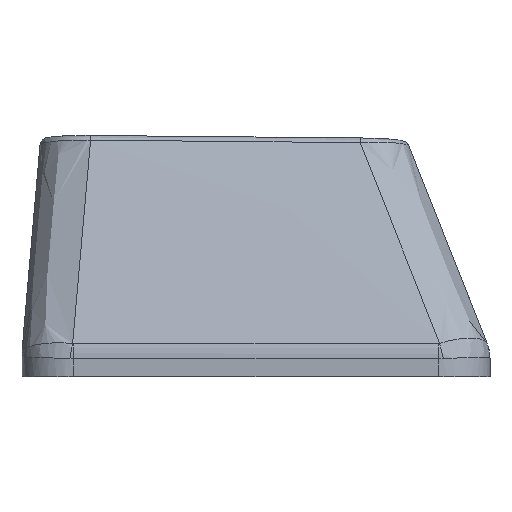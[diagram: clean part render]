
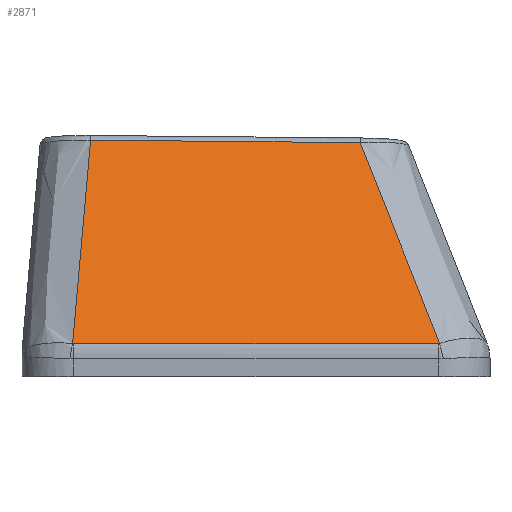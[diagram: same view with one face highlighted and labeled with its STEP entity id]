
A CAD part, left-side view. The second image highlights one B-rep face of the part: STEP entity #2871.
In plain terms, the highlighted free-form (B-spline) face has degree [3, 3] with [4, 4] control points.
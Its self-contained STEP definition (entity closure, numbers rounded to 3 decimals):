
#128=B_SPLINE_SURFACE_WITH_KNOTS('',3,3,((#5773,#5774,#5775,#5776),(#5777,
#5778,#5779,#5780),(#5781,#5782,#5783,#5784),(#5785,#5786,#5787,#5788)),
 .UNSPECIFIED.,.F.,.F.,.F.,(4,4),(4,4),(0.102,0.892),
(0.024,0.966),.UNSPECIFIED.);
#203=FACE_OUTER_BOUND('',#337,.T.);
#337=EDGE_LOOP('',(#2327,#2328,#2329,#2330,#2331,#2332));
#657=B_SPLINE_CURVE_WITH_KNOTS('',3,(#5637,#5638,#5639,#5640),
 .UNSPECIFIED.,.F.,.F.,(4,4),(0.,0.004),.UNSPECIFIED.);
#659=B_SPLINE_CURVE_WITH_KNOTS('',3,(#5664,#5665,#5666,#5667),
 .UNSPECIFIED.,.F.,.F.,(4,4),(0.,1.416),.UNSPECIFIED.);
#661=B_SPLINE_CURVE_WITH_KNOTS('',3,(#5691,#5692,#5693,#5694),
 .UNSPECIFIED.,.F.,.F.,(4,4),(0.,0.005),.UNSPECIFIED.);
#664=B_SPLINE_CURVE_WITH_KNOTS('',3,(#5790,#5791,#5792,#5793),
 .UNSPECIFIED.,.F.,.F.,(4,4),(0.023,0.925),
 .UNSPECIFIED.);
#665=B_SPLINE_CURVE_WITH_KNOTS('',3,(#5795,#5796,#5797,#5798),
 .UNSPECIFIED.,.F.,.F.,(4,4),(-1.046,0.),
 .UNSPECIFIED.);
#666=B_SPLINE_CURVE_WITH_KNOTS('',3,(#5799,#5800,#5801,#5802),
 .UNSPECIFIED.,.F.,.F.,(4,4),(-0.881,-0.021),
 .UNSPECIFIED.);
#1229=VERTEX_POINT('',#5605);
#1231=VERTEX_POINT('',#5635);
#1233=VERTEX_POINT('',#5662);
#1235=VERTEX_POINT('',#5689);
#1242=VERTEX_POINT('',#5789);
#1243=VERTEX_POINT('',#5794);
#1621=EDGE_CURVE('',#1231,#1229,#657,.T.);
#1624=EDGE_CURVE('',#1233,#1231,#659,.T.);
#1627=EDGE_CURVE('',#1235,#1233,#661,.T.);
#1639=EDGE_CURVE('',#1242,#1235,#664,.T.);
#1640=EDGE_CURVE('',#1243,#1242,#665,.T.);
#1641=EDGE_CURVE('',#1229,#1243,#666,.T.);
#2327=ORIENTED_EDGE('',*,*,#1621,.F.);
#2328=ORIENTED_EDGE('',*,*,#1624,.F.);
#2329=ORIENTED_EDGE('',*,*,#1627,.F.);
#2330=ORIENTED_EDGE('',*,*,#1639,.F.);
#2331=ORIENTED_EDGE('',*,*,#1640,.F.);
#2332=ORIENTED_EDGE('',*,*,#1641,.F.);
#2871=ADVANCED_FACE('',(#203),#128,.T.);
#5605=CARTESIAN_POINT('',(-18.485,7.116,0.284));
#5635=CARTESIAN_POINT('',(-18.486,7.08,0.281));
#5637=CARTESIAN_POINT('Ctrl Pts',(-18.486,7.08,0.281));
#5638=CARTESIAN_POINT('Ctrl Pts',(-18.486,7.092,0.281));
#5639=CARTESIAN_POINT('Ctrl Pts',(-18.486,7.104,0.282));
#5640=CARTESIAN_POINT('Ctrl Pts',(-18.485,7.116,0.284));
#5662=CARTESIAN_POINT('',(-18.484,-7.081,0.284));
#5664=CARTESIAN_POINT('Ctrl Pts',(-18.484,-7.081,0.284));
#5665=CARTESIAN_POINT('Ctrl Pts',(-18.484,-2.36,0.283));
#5666=CARTESIAN_POINT('Ctrl Pts',(-18.485,2.36,0.282));
#5667=CARTESIAN_POINT('Ctrl Pts',(-18.486,7.08,0.281));
#5689=CARTESIAN_POINT('',(-18.481,-7.128,0.289));
#5691=CARTESIAN_POINT('Ctrl Pts',(-18.481,-7.128,0.289));
#5692=CARTESIAN_POINT('Ctrl Pts',(-18.483,-7.112,0.286));
#5693=CARTESIAN_POINT('Ctrl Pts',(-18.484,-7.097,0.284));
#5694=CARTESIAN_POINT('Ctrl Pts',(-18.484,-7.081,0.284));
#5773=CARTESIAN_POINT('Ctrl Pts',(-15.133,-4.427,8.076));
#5774=CARTESIAN_POINT('Ctrl Pts',(-16.251,-5.329,5.476));
#5775=CARTESIAN_POINT('Ctrl Pts',(-17.369,-6.23,2.877));
#5776=CARTESIAN_POINT('Ctrl Pts',(-18.486,-7.132,0.278));
#5777=CARTESIAN_POINT('Ctrl Pts',(-15.133,-0.674,
8.109));
#5778=CARTESIAN_POINT('Ctrl Pts',(-16.251,-1.244,5.499));
#5779=CARTESIAN_POINT('Ctrl Pts',(-17.369,-1.813,2.889));
#5780=CARTESIAN_POINT('Ctrl Pts',(-18.486,-2.382,0.279));
#5781=CARTESIAN_POINT('Ctrl Pts',(-15.133,3.079,8.143));
#5782=CARTESIAN_POINT('Ctrl Pts',(-16.251,2.841,5.522));
#5783=CARTESIAN_POINT('Ctrl Pts',(-17.369,2.604,2.901));
#5784=CARTESIAN_POINT('Ctrl Pts',(-18.486,2.367,0.28));
#5785=CARTESIAN_POINT('Ctrl Pts',(-15.133,6.831,8.177));
#5786=CARTESIAN_POINT('Ctrl Pts',(-16.251,6.926,5.545));
#5787=CARTESIAN_POINT('Ctrl Pts',(-17.369,7.021,2.913));
#5788=CARTESIAN_POINT('Ctrl Pts',(-18.486,7.116,0.281));
#5789=CARTESIAN_POINT('',(-15.134,-4.044,8.078));
#5790=CARTESIAN_POINT('Ctrl Pts',(-15.134,-4.044,8.078));
#5791=CARTESIAN_POINT('Ctrl Pts',(-16.249,-5.071,5.481));
#5792=CARTESIAN_POINT('Ctrl Pts',(-17.365,-6.099,2.885));
#5793=CARTESIAN_POINT('Ctrl Pts',(-18.481,-7.128,0.289));
#5794=CARTESIAN_POINT('',(-15.133,6.419,8.173));
#5795=CARTESIAN_POINT('Ctrl Pts',(-15.133,6.419,8.173));
#5796=CARTESIAN_POINT('Ctrl Pts',(-15.133,2.932,8.141));
#5797=CARTESIAN_POINT('Ctrl Pts',(-15.134,-0.556,8.109));
#5798=CARTESIAN_POINT('Ctrl Pts',(-15.134,-4.044,8.078));
#5799=CARTESIAN_POINT('Ctrl Pts',(-18.485,7.116,0.284));
#5800=CARTESIAN_POINT('Ctrl Pts',(-17.368,6.884,2.914));
#5801=CARTESIAN_POINT('Ctrl Pts',(-16.251,6.652,5.543));
#5802=CARTESIAN_POINT('Ctrl Pts',(-15.133,6.419,8.173));
